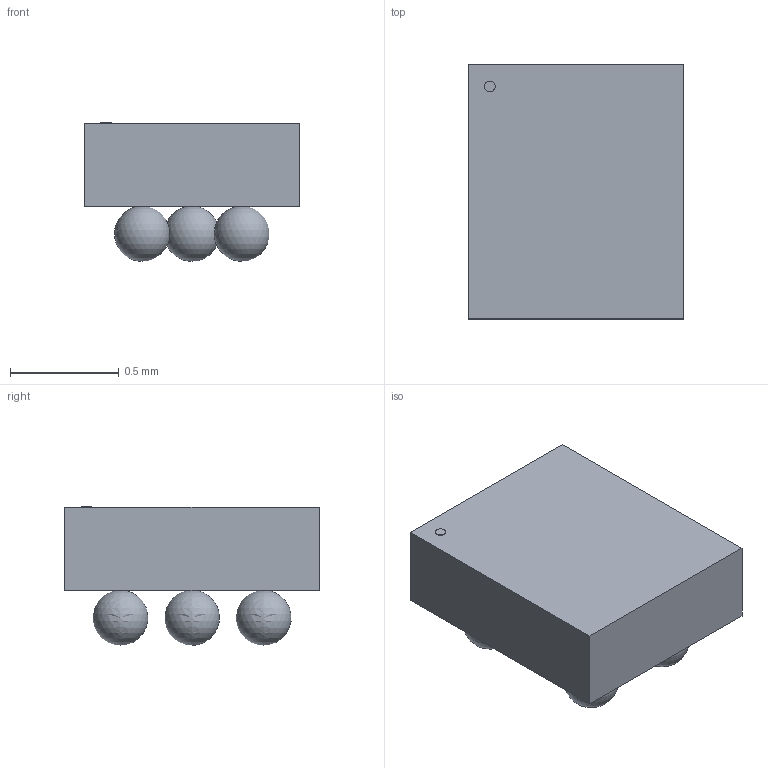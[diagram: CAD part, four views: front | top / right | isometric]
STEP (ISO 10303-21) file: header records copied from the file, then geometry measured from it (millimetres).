
FILE_DESCRIPTION(('STEP AP214'),'1');
FILE_NAME('SG-WFWLB-5-2','2023-11-20T07:49:35',(''),(''),'','','');
FILE_SCHEMA(('AUTOMOTIVE_DESIGN'));
Length unit declared in the file: millimetre
Products named in the file (1): product
Bounding box: 0.99 x 1.17 x 0.64 mm (x, y, z)
Volume: 0.5 mm3; surface area: 5 mm2
Topology: 7 solids, 7 shells, 14 faces, 30 edges, 20 vertices
Faces by surface type: plane 8, sphere 5, cylinder 1
Full cylindrical faces by diameter (mm): 0.05 x1
Entity records: 418 total; most frequent: DIRECTION 48, CARTESIAN_POINT 28, ORIENTED_EDGE 28, AXIS2_PLACEMENT_3D 18, PRESENTATION_STYLE_ASSIGNMENT 17, SURFACE_STYLE_USAGE 17, SURFACE_SIDE_STYLE 17, SURFACE_STYLE_FILL_AREA 17
